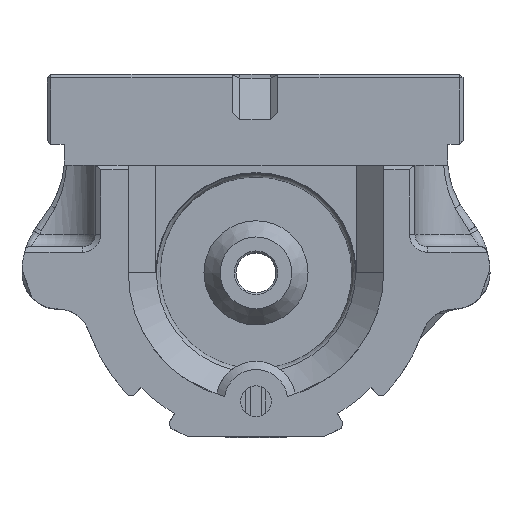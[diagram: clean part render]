
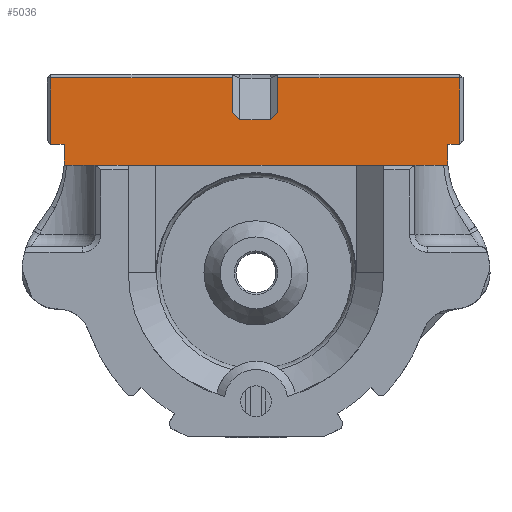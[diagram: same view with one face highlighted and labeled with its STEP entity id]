
A CAD part, top view. The second image highlights one B-rep face of the part: STEP entity #5036.
In plain terms, the highlighted planar face has unit normal (0, 0, 1).
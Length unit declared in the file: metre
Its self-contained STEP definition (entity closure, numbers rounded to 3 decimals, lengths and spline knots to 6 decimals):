
#325=PLANE('',#5382);
#766=ORIENTED_EDGE('',*,*,#2244,.F.);
#767=ORIENTED_EDGE('',*,*,#2245,.T.);
#768=ORIENTED_EDGE('',*,*,#2246,.T.);
#769=ORIENTED_EDGE('',*,*,#2247,.T.);
#770=ORIENTED_EDGE('',*,*,#2248,.T.);
#771=ORIENTED_EDGE('',*,*,#2249,.T.);
#772=ORIENTED_EDGE('',*,*,#2250,.T.);
#773=ORIENTED_EDGE('',*,*,#2251,.T.);
#774=ORIENTED_EDGE('',*,*,#2252,.T.);
#775=ORIENTED_EDGE('',*,*,#2253,.T.);
#776=ORIENTED_EDGE('',*,*,#2254,.F.);
#777=ORIENTED_EDGE('',*,*,#2255,.T.);
#778=ORIENTED_EDGE('',*,*,#2256,.T.);
#779=ORIENTED_EDGE('',*,*,#2257,.T.);
#2244=EDGE_CURVE('',#2995,#2996,#3494,.T.);
#2245=EDGE_CURVE('',#2995,#2997,#3495,.T.);
#2246=EDGE_CURVE('',#2997,#2998,#3496,.T.);
#2247=EDGE_CURVE('',#2998,#2999,#3497,.F.);
#2248=EDGE_CURVE('',#2999,#3000,#3498,.T.);
#2249=EDGE_CURVE('',#3000,#3001,#3499,.T.);
#2250=EDGE_CURVE('',#3001,#3002,#3500,.T.);
#2251=EDGE_CURVE('',#3002,#3003,#3501,.T.);
#2252=EDGE_CURVE('',#3003,#3004,#3502,.T.);
#2253=EDGE_CURVE('',#3004,#3005,#3503,.T.);
#2254=EDGE_CURVE('',#3006,#3005,#3504,.T.);
#2255=EDGE_CURVE('',#3006,#3007,#3505,.T.);
#2256=EDGE_CURVE('',#3007,#3008,#3506,.T.);
#2257=EDGE_CURVE('',#3008,#2996,#3507,.T.);
#2995=VERTEX_POINT('',#7127);
#2996=VERTEX_POINT('',#7128);
#2997=VERTEX_POINT('',#7130);
#2998=VERTEX_POINT('',#7132);
#2999=VERTEX_POINT('',#7134);
#3000=VERTEX_POINT('',#7136);
#3001=VERTEX_POINT('',#7138);
#3002=VERTEX_POINT('',#7140);
#3003=VERTEX_POINT('',#7142);
#3004=VERTEX_POINT('',#7144);
#3005=VERTEX_POINT('',#7146);
#3006=VERTEX_POINT('',#7148);
#3007=VERTEX_POINT('',#7150);
#3008=VERTEX_POINT('',#7152);
#3494=LINE('',#7126,#3909);
#3495=LINE('',#7129,#3910);
#3496=LINE('',#7131,#3911);
#3497=LINE('',#7133,#3912);
#3498=LINE('',#7135,#3913);
#3499=LINE('',#7137,#3914);
#3500=LINE('',#7139,#3915);
#3501=LINE('',#7141,#3916);
#3502=LINE('',#7143,#3917);
#3503=LINE('',#7145,#3918);
#3504=LINE('',#7147,#3919);
#3505=LINE('',#7149,#3920);
#3506=LINE('',#7151,#3921);
#3507=LINE('',#7153,#3922);
#3909=VECTOR('',#5892,1.);
#3910=VECTOR('',#5893,1.);
#3911=VECTOR('',#5894,1.);
#3912=VECTOR('',#5895,1.);
#3913=VECTOR('',#5896,1.);
#3914=VECTOR('',#5897,1.);
#3915=VECTOR('',#5898,1.);
#3916=VECTOR('',#5899,1.);
#3917=VECTOR('',#5900,1.);
#3918=VECTOR('',#5901,1.);
#3919=VECTOR('',#5902,1.);
#3920=VECTOR('',#5903,1.);
#3921=VECTOR('',#5904,1.);
#3922=VECTOR('',#5905,1.);
#4294=EDGE_LOOP('',(#766,#767,#768,#769,#770,#771,#772,#773,#774,#775,#776,
#777,#778,#779));
#4634=FACE_BOUND('',#4294,.T.);
#5036=ADVANCED_FACE('',(#4634),#325,.F.);
#5382=AXIS2_PLACEMENT_3D('',#7125,#5890,#5891);
#5890=DIRECTION('',(0.,0.,-1.));
#5891=DIRECTION('',(0.,-1.,0.));
#5892=DIRECTION('',(0.,1.,0.));
#5893=DIRECTION('',(-0.707,-0.707,0.));
#5894=DIRECTION('',(-1.,0.,0.));
#5895=DIRECTION('',(0.707,-0.707,0.));
#5896=DIRECTION('',(0.,1.,0.));
#5897=DIRECTION('',(-1.,0.,0.));
#5898=DIRECTION('',(0.,-1.,0.));
#5899=DIRECTION('',(1.,0.,0.));
#5900=DIRECTION('',(0.,-1.,0.));
#5901=DIRECTION('',(1.,0.,0.));
#5902=DIRECTION('',(0.,-1.,0.));
#5903=DIRECTION('',(1.,0.,0.));
#5904=DIRECTION('',(0.,1.,0.));
#5905=DIRECTION('',(-1.,0.,0.));
#7125=CARTESIAN_POINT('',(0.300001,0.02195,0.09995));
#7126=CARTESIAN_POINT('',(0.302404,0.02195,0.09995));
#7127=CARTESIAN_POINT('',(0.302404,0.01765,0.09995));
#7128=CARTESIAN_POINT('',(0.302404,0.02145,0.09995));
#7129=CARTESIAN_POINT('',(0.303352,0.018599,0.09995));
#7130=CARTESIAN_POINT('',(0.301604,0.01685,0.09995));
#7131=CARTESIAN_POINT('',(0.300001,0.01685,0.09995));
#7132=CARTESIAN_POINT('',(0.298204,0.01685,0.09995));
#7133=CARTESIAN_POINT('',(0.296553,0.018502,0.09995));
#7134=CARTESIAN_POINT('',(0.297404,0.01765,0.09995));
#7135=CARTESIAN_POINT('',(0.297404,0.02195,0.09995));
#7136=CARTESIAN_POINT('',(0.297404,0.02145,0.09995));
#7137=CARTESIAN_POINT('',(0.277008,0.02145,0.09995));
#7138=CARTESIAN_POINT('',(0.277408,0.02145,0.09995));
#7139=CARTESIAN_POINT('',(0.277408,0.013279,0.09995));
#7140=CARTESIAN_POINT('',(0.277408,0.01415,0.09995));
#7141=CARTESIAN_POINT('',(0.300001,0.01415,0.09995));
#7142=CARTESIAN_POINT('',(0.278889,0.01415,0.09995));
#7143=CARTESIAN_POINT('',(0.278889,0.02195,0.09995));
#7144=CARTESIAN_POINT('',(0.278889,0.01185,0.09995));
#7145=CARTESIAN_POINT('',(0.300001,0.01185,0.09995));
#7146=CARTESIAN_POINT('',(0.321113,0.01185,0.09995));
#7147=CARTESIAN_POINT('',(0.321113,0.02195,0.09995));
#7148=CARTESIAN_POINT('',(0.321113,0.01415,0.09995));
#7149=CARTESIAN_POINT('',(0.300001,0.01415,0.09995));
#7150=CARTESIAN_POINT('',(0.3224,0.01415,0.09995));
#7151=CARTESIAN_POINT('',(0.3224,0.021993,0.09995));
#7152=CARTESIAN_POINT('',(0.3224,0.02145,0.09995));
#7153=CARTESIAN_POINT('',(0.277008,0.02145,0.09995));
